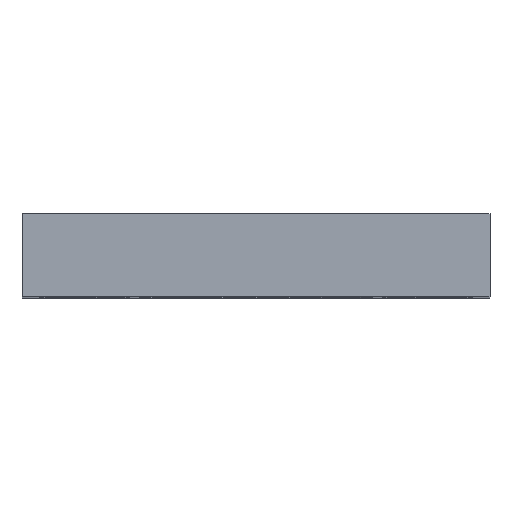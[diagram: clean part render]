
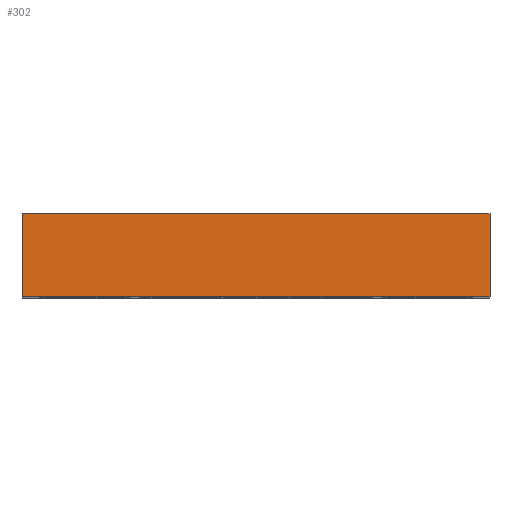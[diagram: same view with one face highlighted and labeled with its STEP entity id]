
A CAD part, top view. The second image highlights one B-rep face of the part: STEP entity #302.
In plain terms, the highlighted planar face has unit normal (0, 0, 1).
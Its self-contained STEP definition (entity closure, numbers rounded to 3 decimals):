
#12 = VECTOR ( 'NONE', #547, 1000. ) ;
#49 = EDGE_LOOP ( 'NONE', ( #963, #1122, #668, #204 ) ) ;
#61 = FACE_OUTER_BOUND ( 'NONE', #49, .T. ) ;
#119 = DIRECTION ( 'NONE',  ( 0., -1., 0. ) ) ;
#127 = DIRECTION ( 'NONE',  ( 0., -1., 0. ) ) ;
#174 = CARTESIAN_POINT ( 'NONE',  ( -22.5, 8., 40. ) ) ;
#204 = ORIENTED_EDGE ( 'NONE', *, *, #1095, .T. ) ;
#247 = LINE ( 'NONE', #1182, #288 ) ;
#248 = EDGE_CURVE ( 'NONE', #895, #341, #351, .T. ) ;
#288 = VECTOR ( 'NONE', #698, 1000. ) ;
#302 = ADVANCED_FACE ( 'NONE', ( #61 ), #842, .F. ) ;
#341 = VERTEX_POINT ( 'NONE', #469 ) ;
#351 = LINE ( 'NONE', #395, #539 ) ;
#354 = VERTEX_POINT ( 'NONE', #371 ) ;
#371 = CARTESIAN_POINT ( 'NONE',  ( -22.5, 8., 40. ) ) ;
#389 = DIRECTION ( 'NONE',  ( -1., 0., 0. ) ) ;
#395 = CARTESIAN_POINT ( 'NONE',  ( 22.5, 8., 40. ) ) ;
#432 = CARTESIAN_POINT ( 'NONE',  ( -22.5, 8., 40. ) ) ;
#469 = CARTESIAN_POINT ( 'NONE',  ( 22.5, 0., 40. ) ) ;
#539 = VECTOR ( 'NONE', #119, 1000. ) ;
#547 = DIRECTION ( 'NONE',  ( 1., 0., 0. ) ) ;
#558 = CARTESIAN_POINT ( 'NONE',  ( 22.5, 8., 40. ) ) ;
#588 = EDGE_CURVE ( 'NONE', #354, #895, #994, .T. ) ;
#651 = DIRECTION ( 'NONE',  ( 0., 0., -1. ) ) ;
#653 = LINE ( 'NONE', #432, #953 ) ;
#668 = ORIENTED_EDGE ( 'NONE', *, *, #588, .F. ) ;
#698 = DIRECTION ( 'NONE',  ( 1., 0., 0. ) ) ;
#785 = CARTESIAN_POINT ( 'NONE',  ( -22.5, 0., 40. ) ) ;
#842 = PLANE ( 'NONE',  #1003 ) ;
#863 = CARTESIAN_POINT ( 'NONE',  ( -22.5, 8., 40. ) ) ;
#895 = VERTEX_POINT ( 'NONE', #558 ) ;
#953 = VECTOR ( 'NONE', #127, 1000. ) ;
#963 = ORIENTED_EDGE ( 'NONE', *, *, #1100, .T. ) ;
#994 = LINE ( 'NONE', #174, #12 ) ;
#999 = VERTEX_POINT ( 'NONE', #785 ) ;
#1003 = AXIS2_PLACEMENT_3D ( 'NONE', #863, #651, #389 ) ;
#1095 = EDGE_CURVE ( 'NONE', #354, #999, #653, .T. ) ;
#1100 = EDGE_CURVE ( 'NONE', #999, #341, #247, .T. ) ;
#1122 = ORIENTED_EDGE ( 'NONE', *, *, #248, .F. ) ;
#1182 = CARTESIAN_POINT ( 'NONE',  ( -22.5, 0., 40. ) ) ;
